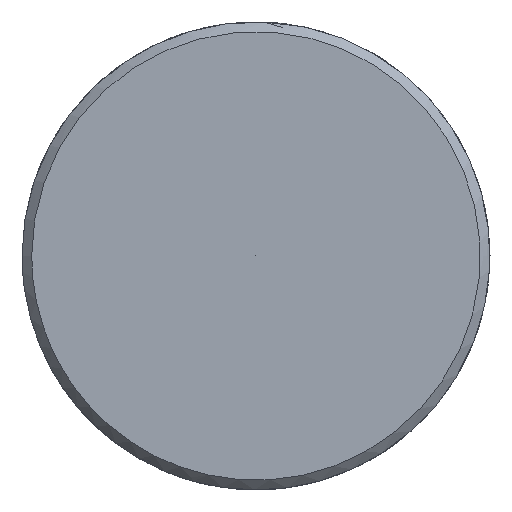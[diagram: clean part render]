
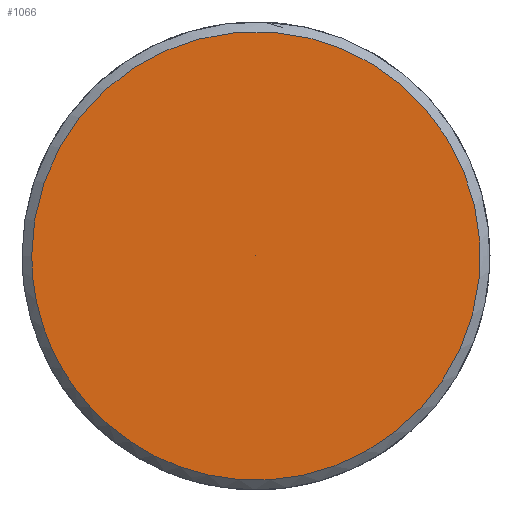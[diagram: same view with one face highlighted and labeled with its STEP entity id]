
A CAD part, left-side view. The second image highlights one B-rep face of the part: STEP entity #1066.
In plain terms, the highlighted free-form (B-spline) face has degree [5, 1] with [6, 2] control points.
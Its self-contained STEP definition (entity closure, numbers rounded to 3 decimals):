
#994 = CARTESIAN_POINT ('', (-127., 5.75, 0.));
#995 = VERTEX_POINT ('', #994);
#1003 = CARTESIAN_POINT ('', (-127., 5.75, 0.));
#1004 = CARTESIAN_POINT ('', (-127., 5.75, 23.));
#1005 = CARTESIAN_POINT ('', (-127., -17.25, 11.5));
#1006 = CARTESIAN_POINT ('', (-127., -17.25, -11.5));
#1007 = CARTESIAN_POINT ('', (-127., 5.75, -23.));
#1008 = CARTESIAN_POINT ('', (-127., 5.75, 0.));
#1009 = (
   BOUNDED_CURVE ()
   B_SPLINE_CURVE (5, (#1003, #1004, #1005, #1006, #1007, #1008), .UNSPECIFIED., .T., .U.)
   B_SPLINE_CURVE_WITH_KNOTS ((6, 6), (0., 1.), .UNSPECIFIED.)
   CURVE ()
   GEOMETRIC_REPRESENTATION_ITEM ()
   RATIONAL_B_SPLINE_CURVE ((5., 1., 1., 1., 1., 5.))
   REPRESENTATION_ITEM ('')
);
#1010 = EDGE_CURVE ('', #995, #995, #1009, .T.);
#1042 = CARTESIAN_POINT ('', (-127., 0., 0.));
#1043 = VERTEX_POINT ('', #1042);
#1044 = CARTESIAN_POINT ('', (-127., 0., 0.));
#1045 = CARTESIAN_POINT ('', (-127., 5.75, 0.));
#1046 = B_SPLINE_CURVE_WITH_KNOTS ('', 1, (#1044, #1045), .UNSPECIFIED., .F., .U., (2, 2), (0., 1.), .UNSPECIFIED.);
#1047 = EDGE_CURVE ('', #1043, #995, #1046, .T.);
#1048 = ORIENTED_EDGE ('', *, *, #1047, .F.);
#1049 = ORIENTED_EDGE ('', *, *, #1047, .T.);
#1050 = ORIENTED_EDGE ('', *, *, #1010, .F.);
#1051 = EDGE_LOOP ('', (#1048, #1049, #1050));
#1052 = FACE_OUTER_BOUND ('', #1051, .T.);
#1053 = CARTESIAN_POINT ('', (-127., 0., 0.));
#1054 = CARTESIAN_POINT ('', (-127., 5.75, 0.));
#1055 = CARTESIAN_POINT ('', (-127., 0., 0.));
#1056 = CARTESIAN_POINT ('', (-127., 5.75, 23.));
#1057 = CARTESIAN_POINT ('', (-127., 0., 0.));
#1058 = CARTESIAN_POINT ('', (-127., -17.25, 11.5));
#1059 = CARTESIAN_POINT ('', (-127., 0., 0.));
#1060 = CARTESIAN_POINT ('', (-127., -17.25, -11.5));
#1061 = CARTESIAN_POINT ('', (-127., 0., 0.));
#1062 = CARTESIAN_POINT ('', (-127., 5.75, -23.));
#1063 = CARTESIAN_POINT ('', (-127., 0., 0.));
#1064 = CARTESIAN_POINT ('', (-127., 5.75, 0.));
#1065 = (
   BOUNDED_SURFACE ()
   B_SPLINE_SURFACE (5, 1, ((#1053, #1054), (#1055, #1056), (#1057, #1058), (#1059, #1060), (#1061, #1062), (#1063, #1064)), .UNSPECIFIED., .T., .F., .U.)
   B_SPLINE_SURFACE_WITH_KNOTS ((6, 6), (2, 2), (0., 1.), (0., 1.), .UNSPECIFIED.)
   SURFACE ()
   GEOMETRIC_REPRESENTATION_ITEM ()
   RATIONAL_B_SPLINE_SURFACE (((5., 5.), (1., 1.), (1., 1.), (1., 1.), (1., 1.), (5., 5.)))
   REPRESENTATION_ITEM ('')
);
#1066 = ADVANCED_FACE ('', (#1052), #1065, .T.);
